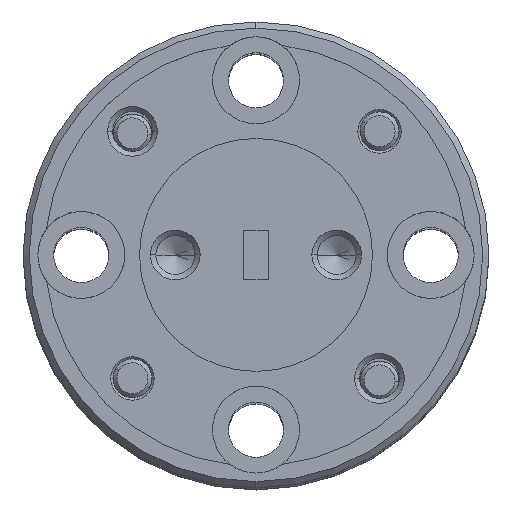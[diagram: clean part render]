
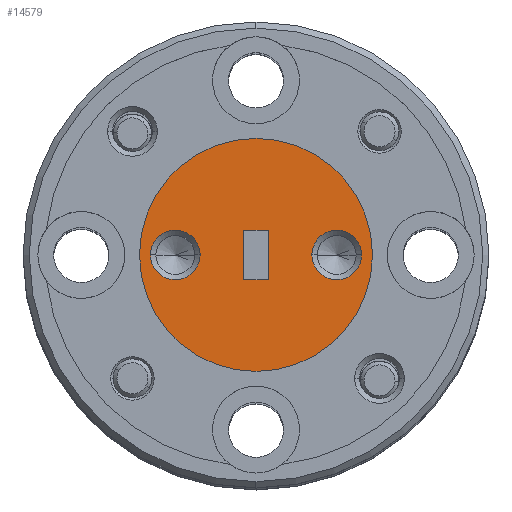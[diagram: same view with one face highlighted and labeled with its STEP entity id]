
A CAD part, top view. The second image highlights one B-rep face of the part: STEP entity #14579.
In plain terms, the highlighted planar face has unit normal (0, 0, 1).
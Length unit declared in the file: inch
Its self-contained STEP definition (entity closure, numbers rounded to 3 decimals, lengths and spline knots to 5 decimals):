
#308 = EDGE_CURVE ( 'NONE', #704, #16349, #2739, .T. ) ;
#339 = DIRECTION ( 'NONE',  ( 0., 0., 1. ) ) ;
#660 = EDGE_LOOP ( 'NONE', ( #10572, #14653 ) ) ;
#704 = VERTEX_POINT ( 'NONE', #4435 ) ;
#1406 = DIRECTION ( 'NONE',  ( 0., 0., 1. ) ) ;
#1504 = EDGE_CURVE ( 'NONE', #5622, #13181, #12877, .T. ) ;
#1555 = DIRECTION ( 'NONE',  ( 0., 0., 1. ) ) ;
#1607 = DIRECTION ( 'NONE',  ( 1., 0., 0. ) ) ;
#2045 = VERTEX_POINT ( 'NONE', #7450 ) ;
#2596 = CARTESIAN_POINT ( 'NONE',  ( 0.1875, 0., 0. ) ) ;
#2605 = DIRECTION ( 'NONE',  ( 1., 0., 0. ) ) ;
#2623 = VERTEX_POINT ( 'NONE', #11231 ) ;
#2739 = LINE ( 'NONE', #8312, #6140 ) ;
#2788 = VERTEX_POINT ( 'NONE', #7496 ) ;
#2941 = VERTEX_POINT ( 'NONE', #9050 ) ;
#3039 = CARTESIAN_POINT ( 'NONE',  ( -0.02, 0.04, 0. ) ) ;
#3750 = ORIENTED_EDGE ( 'NONE', *, *, #11519, .F. ) ;
#3880 = AXIS2_PLACEMENT_3D ( 'NONE', #11142, #4215, #6278 ) ;
#4044 = ORIENTED_EDGE ( 'NONE', *, *, #11165, .F. ) ;
#4215 = DIRECTION ( 'NONE',  ( 0., 0., 1. ) ) ;
#4435 = CARTESIAN_POINT ( 'NONE',  ( 0.02, -0.04, 0. ) ) ;
#5017 = CARTESIAN_POINT ( 'NONE',  ( -0.1875, 0., 0. ) ) ;
#5127 = EDGE_CURVE ( 'NONE', #13181, #5622, #17877, .T. ) ;
#5396 = EDGE_CURVE ( 'NONE', #16349, #2623, #7434, .T. ) ;
#5440 = AXIS2_PLACEMENT_3D ( 'NONE', #12241, #1406, #9518 ) ;
#5556 = ORIENTED_EDGE ( 'NONE', *, *, #5396, .F. ) ;
#5622 = VERTEX_POINT ( 'NONE', #2596 ) ;
#5838 = CARTESIAN_POINT ( 'NONE',  ( 0., 0., 0. ) ) ;
#5952 = ORIENTED_EDGE ( 'NONE', *, *, #14590, .F. ) ;
#6140 = VECTOR ( 'NONE', #12478, 39.37008 ) ;
#6278 = DIRECTION ( 'NONE',  ( 1., 0., 0. ) ) ;
#6294 = LINE ( 'NONE', #3039, #15964 ) ;
#6406 = AXIS2_PLACEMENT_3D ( 'NONE', #7106, #339, #16945 ) ;
#6788 = VECTOR ( 'NONE', #12981, 39.37008 ) ;
#7106 = CARTESIAN_POINT ( 'NONE',  ( -0.13, 0., 0. ) ) ;
#7290 = FACE_BOUND ( 'NONE', #12960, .T. ) ;
#7434 = LINE ( 'NONE', #12888, #6788 ) ;
#7450 = CARTESIAN_POINT ( 'NONE',  ( 0.09, 0., 0. ) ) ;
#7468 = FACE_OUTER_BOUND ( 'NONE', #660, .T. ) ;
#7496 = CARTESIAN_POINT ( 'NONE',  ( -0.17, 0., 0. ) ) ;
#7916 = CARTESIAN_POINT ( 'NONE',  ( 0., 0., 0. ) ) ;
#8086 = LINE ( 'NONE', #13625, #17731 ) ;
#8140 = CARTESIAN_POINT ( 'NONE',  ( -0.02, -0.04, 0. ) ) ;
#8312 = CARTESIAN_POINT ( 'NONE',  ( 0.02, 0.04, 0. ) ) ;
#8489 = PLANE ( 'NONE',  #13965 ) ;
#8754 = FACE_BOUND ( 'NONE', #9399, .T. ) ;
#8945 = DIRECTION ( 'NONE',  ( 0., -1., 0. ) ) ;
#9030 = ORIENTED_EDGE ( 'NONE', *, *, #11029, .F. ) ;
#9050 = CARTESIAN_POINT ( 'NONE',  ( -0.09, 0., 0. ) ) ;
#9399 = EDGE_LOOP ( 'NONE', ( #4044, #9030 ) ) ;
#9464 = VERTEX_POINT ( 'NONE', #8140 ) ;
#9486 = CIRCLE ( 'NONE', #17385, 0.04 ) ;
#9518 = DIRECTION ( 'NONE',  ( 1., 0., 0. ) ) ;
#9725 = CARTESIAN_POINT ( 'NONE',  ( 0.02, 0.04, 0. ) ) ;
#9930 = DIRECTION ( 'NONE',  ( 1., 0., 0. ) ) ;
#10030 = CARTESIAN_POINT ( 'NONE',  ( 0.17, 0., 0. ) ) ;
#10305 = AXIS2_PLACEMENT_3D ( 'NONE', #7916, #10548, #13460 ) ;
#10548 = DIRECTION ( 'NONE',  ( 0., 0., 1. ) ) ;
#10572 = ORIENTED_EDGE ( 'NONE', *, *, #1504, .T. ) ;
#10685 = CIRCLE ( 'NONE', #14449, 0.04 ) ;
#10761 = CIRCLE ( 'NONE', #6406, 0.04 ) ;
#11029 = EDGE_CURVE ( 'NONE', #2045, #13007, #10685, .T. ) ;
#11142 = CARTESIAN_POINT ( 'NONE',  ( 0., 0., 0. ) ) ;
#11165 = EDGE_CURVE ( 'NONE', #13007, #2045, #11248, .T. ) ;
#11231 = CARTESIAN_POINT ( 'NONE',  ( -0.02, 0.04, 0. ) ) ;
#11248 = CIRCLE ( 'NONE', #5440, 0.04 ) ;
#11519 = EDGE_CURVE ( 'NONE', #2788, #2941, #9486, .T. ) ;
#12215 = ORIENTED_EDGE ( 'NONE', *, *, #15604, .F. ) ;
#12241 = CARTESIAN_POINT ( 'NONE',  ( 0.13, 0., 0. ) ) ;
#12478 = DIRECTION ( 'NONE',  ( 0., 1., 0. ) ) ;
#12798 = CARTESIAN_POINT ( 'NONE',  ( 0.13, 0., 0. ) ) ;
#12831 = FACE_BOUND ( 'NONE', #17481, .T. ) ;
#12877 = CIRCLE ( 'NONE', #3880, 0.1875 ) ;
#12888 = CARTESIAN_POINT ( 'NONE',  ( -0.02, 0.04, 0. ) ) ;
#12960 = EDGE_LOOP ( 'NONE', ( #15403, #16731, #12215, #5556 ) ) ;
#12981 = DIRECTION ( 'NONE',  ( -1., 0., 0. ) ) ;
#13007 = VERTEX_POINT ( 'NONE', #10030 ) ;
#13141 = DIRECTION ( 'NONE',  ( 0., 0., 1. ) ) ;
#13181 = VERTEX_POINT ( 'NONE', #5017 ) ;
#13460 = DIRECTION ( 'NONE',  ( 1., 0., 0. ) ) ;
#13625 = CARTESIAN_POINT ( 'NONE',  ( 0.02, -0.04, 0. ) ) ;
#13965 = AXIS2_PLACEMENT_3D ( 'NONE', #5838, #1555, #9930 ) ;
#14449 = AXIS2_PLACEMENT_3D ( 'NONE', #12798, #15893, #1607 ) ;
#14579 = ADVANCED_FACE ( 'NONE', ( #7468, #8754, #7290, #12831 ), #8489, .T. ) ;
#14590 = EDGE_CURVE ( 'NONE', #2941, #2788, #10761, .T. ) ;
#14653 = ORIENTED_EDGE ( 'NONE', *, *, #5127, .T. ) ;
#14691 = CARTESIAN_POINT ( 'NONE',  ( -0.13, 0., 0. ) ) ;
#15403 = ORIENTED_EDGE ( 'NONE', *, *, #308, .F. ) ;
#15604 = EDGE_CURVE ( 'NONE', #2623, #9464, #6294, .T. ) ;
#15893 = DIRECTION ( 'NONE',  ( 0., 0., 1. ) ) ;
#15964 = VECTOR ( 'NONE', #8945, 39.37008 ) ;
#16240 = DIRECTION ( 'NONE',  ( 1., 0., 0. ) ) ;
#16349 = VERTEX_POINT ( 'NONE', #9725 ) ;
#16675 = EDGE_CURVE ( 'NONE', #9464, #704, #8086, .T. ) ;
#16731 = ORIENTED_EDGE ( 'NONE', *, *, #16675, .F. ) ;
#16945 = DIRECTION ( 'NONE',  ( 1., 0., 0. ) ) ;
#17385 = AXIS2_PLACEMENT_3D ( 'NONE', #14691, #13141, #16240 ) ;
#17481 = EDGE_LOOP ( 'NONE', ( #5952, #3750 ) ) ;
#17731 = VECTOR ( 'NONE', #2605, 39.37008 ) ;
#17877 = CIRCLE ( 'NONE', #10305, 0.1875 ) ;
